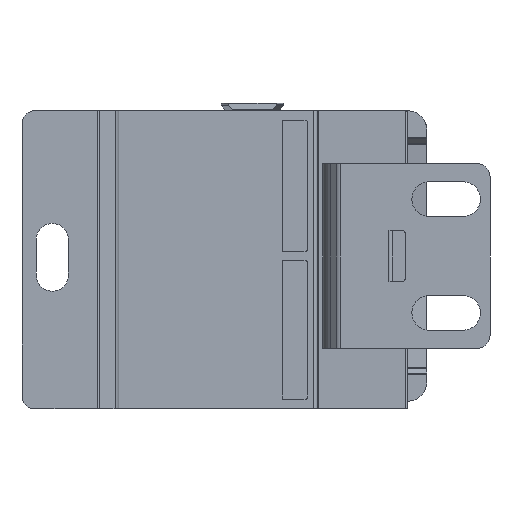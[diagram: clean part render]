
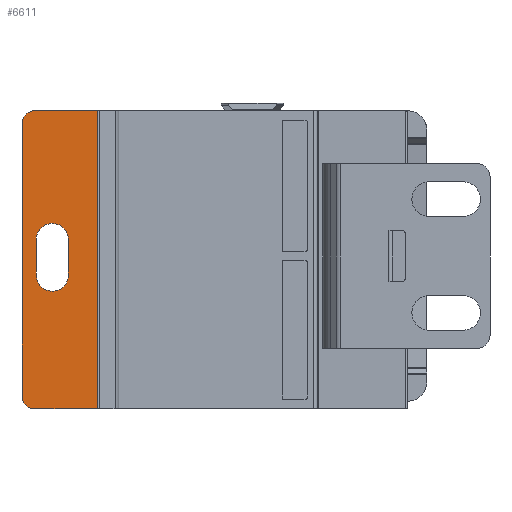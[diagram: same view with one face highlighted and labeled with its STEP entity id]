
A CAD part, front view. The second image highlights one B-rep face of the part: STEP entity #6611.
In plain terms, the highlighted planar face has unit normal (0, -1, 0).
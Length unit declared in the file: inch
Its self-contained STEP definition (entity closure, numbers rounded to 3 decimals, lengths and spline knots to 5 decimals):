
#30 = DIRECTION ( 'NONE',  ( 0., -1., 0. ) ) ;
#117 = AXIS2_PLACEMENT_3D ( 'NONE', #13307, #5717, #503 ) ;
#126 = DIRECTION ( 'NONE',  ( 0., 0., -1. ) ) ;
#236 = CARTESIAN_POINT ( 'NONE',  ( -1.32677, -0.23622, -0.24979 ) ) ;
#503 = DIRECTION ( 'NONE',  ( 0., 0., 1. ) ) ;
#539 = VERTEX_POINT ( 'NONE', #6093 ) ;
#892 = EDGE_CURVE ( 'NONE', #14512, #6106, #14560, .T. ) ;
#1506 = DIRECTION ( 'NONE',  ( 0., 0., 1. ) ) ;
#1532 = DIRECTION ( 'NONE',  ( 0., 0., -1. ) ) ;
#1556 = CIRCLE ( 'NONE', #10156, 0.07874 ) ;
#1794 = CARTESIAN_POINT ( 'NONE',  ( -0.94685, -0.23622, 1.49037 ) ) ;
#2264 = CARTESIAN_POINT ( 'NONE',  ( -1.3189, -0.23622, 0.70494 ) ) ;
#2756 = DIRECTION ( 'NONE',  ( 0., 0., 1. ) ) ;
#2811 = LINE ( 'NONE', #7848, #10734 ) ;
#3164 = ORIENTED_EDGE ( 'NONE', *, *, #12443, .T. ) ;
#3544 = FACE_BOUND ( 'NONE', #7455, .T. ) ;
#3561 = CARTESIAN_POINT ( 'NONE',  ( 0., -0.23622, 1.49037 ) ) ;
#3625 = VECTOR ( 'NONE', #8855, 39.37008 ) ;
#3741 = EDGE_CURVE ( 'NONE', #8933, #11348, #16462, .T. ) ;
#3854 = ORIENTED_EDGE ( 'NONE', *, *, #892, .T. ) ;
#4148 = CARTESIAN_POINT ( 'NONE',  ( -1.22047, -0.23622, 0.4884 ) ) ;
#4544 = DIRECTION ( 'NONE',  ( 0., 0., -1. ) ) ;
#4586 = VERTEX_POINT ( 'NONE', #6226 ) ;
#4985 = EDGE_CURVE ( 'NONE', #13817, #15606, #16805, .T. ) ;
#5664 = AXIS2_PLACEMENT_3D ( 'NONE', #9599, #7141, #1506 ) ;
#5683 = ORIENTED_EDGE ( 'NONE', *, *, #13694, .F. ) ;
#5717 = DIRECTION ( 'NONE',  ( 0., 1., 0. ) ) ;
#5771 = LINE ( 'NONE', #9875, #8430 ) ;
#5957 = CARTESIAN_POINT ( 'NONE',  ( -1.32677, -0.23622, 1.49037 ) ) ;
#6093 = CARTESIAN_POINT ( 'NONE',  ( -1.32677, -0.23622, -0.32853 ) ) ;
#6106 = VERTEX_POINT ( 'NONE', #15005 ) ;
#6226 = CARTESIAN_POINT ( 'NONE',  ( -1.12205, -0.23622, 0.4884 ) ) ;
#6400 = DIRECTION ( 'NONE',  ( 0., 1., 0. ) ) ;
#6603 = ORIENTED_EDGE ( 'NONE', *, *, #9374, .T. ) ;
#6611 = ADVANCED_FACE ( 'NONE', ( #3544, #12700 ), #15388, .T. ) ;
#6911 = DIRECTION ( 'NONE',  ( 0., 0., 1. ) ) ;
#7125 = EDGE_CURVE ( 'NONE', #539, #13279, #2811, .T. ) ;
#7141 = DIRECTION ( 'NONE',  ( 0., 1., 0. ) ) ;
#7455 = EDGE_LOOP ( 'NONE', ( #11609, #12716, #6603, #3854, #14831 ) ) ;
#7583 = AXIS2_PLACEMENT_3D ( 'NONE', #7749, #30, #126 ) ;
#7749 = CARTESIAN_POINT ( 'NONE',  ( -1.32677, -0.23622, 1.41163 ) ) ;
#7848 = CARTESIAN_POINT ( 'NONE',  ( -1.40551, -0.23622, -0.32853 ) ) ;
#8033 = CARTESIAN_POINT ( 'NONE',  ( -1.22047, -0.23622, 0.80336 ) ) ;
#8186 = VECTOR ( 'NONE', #4544, 39.37008 ) ;
#8297 = DIRECTION ( 'NONE',  ( 0., 0., 1. ) ) ;
#8430 = VECTOR ( 'NONE', #8297, 39.37008 ) ;
#8713 = CIRCLE ( 'NONE', #5664, 0.09843 ) ;
#8855 = DIRECTION ( 'NONE',  ( 1., 0., 0. ) ) ;
#8860 = CARTESIAN_POINT ( 'NONE',  ( -1.3189, -0.23622, 1.49037 ) ) ;
#8933 = VERTEX_POINT ( 'NONE', #11792 ) ;
#8969 = CIRCLE ( 'NONE', #7583, 0.07874 ) ;
#8990 = EDGE_CURVE ( 'NONE', #13279, #16625, #5771, .T. ) ;
#9280 = CIRCLE ( 'NONE', #10682, 0.09843 ) ;
#9297 = VECTOR ( 'NONE', #10453, 39.37008 ) ;
#9374 = EDGE_CURVE ( 'NONE', #15606, #14512, #8713, .T. ) ;
#9452 = CARTESIAN_POINT ( 'NONE',  ( -0.94685, -0.23622, -0.32853 ) ) ;
#9599 = CARTESIAN_POINT ( 'NONE',  ( -1.22047, -0.23622, 0.70494 ) ) ;
#9762 = CARTESIAN_POINT ( 'NONE',  ( -1.40551, -0.23622, 1.49037 ) ) ;
#9875 = CARTESIAN_POINT ( 'NONE',  ( -0.94685, -0.23622, 1.49037 ) ) ;
#10008 = ORIENTED_EDGE ( 'NONE', *, *, #7125, .T. ) ;
#10156 = AXIS2_PLACEMENT_3D ( 'NONE', #236, #12405, #6911 ) ;
#10385 = EDGE_CURVE ( 'NONE', #13357, #8933, #8969, .T. ) ;
#10453 = DIRECTION ( 'NONE',  ( 0., 0., 1. ) ) ;
#10682 = AXIS2_PLACEMENT_3D ( 'NONE', #4148, #6400, #2756 ) ;
#10734 = VECTOR ( 'NONE', #14750, 39.37008 ) ;
#10886 = EDGE_CURVE ( 'NONE', #4586, #13817, #9280, .T. ) ;
#11348 = VERTEX_POINT ( 'NONE', #14940 ) ;
#11373 = EDGE_CURVE ( 'NONE', #6106, #4586, #12150, .T. ) ;
#11478 = LINE ( 'NONE', #3561, #3625 ) ;
#11573 = ORIENTED_EDGE ( 'NONE', *, *, #3741, .T. ) ;
#11609 = ORIENTED_EDGE ( 'NONE', *, *, #10886, .T. ) ;
#11792 = CARTESIAN_POINT ( 'NONE',  ( -1.40551, -0.23622, 1.41163 ) ) ;
#12150 = LINE ( 'NONE', #16138, #12358 ) ;
#12358 = VECTOR ( 'NONE', #1532, 39.37008 ) ;
#12405 = DIRECTION ( 'NONE',  ( 0., -1., 0. ) ) ;
#12443 = EDGE_CURVE ( 'NONE', #11348, #539, #1556, .T. ) ;
#12700 = FACE_OUTER_BOUND ( 'NONE', #15984, .T. ) ;
#12716 = ORIENTED_EDGE ( 'NONE', *, *, #4985, .T. ) ;
#12764 = ORIENTED_EDGE ( 'NONE', *, *, #8990, .T. ) ;
#12956 = DIRECTION ( 'NONE',  ( 0., 0., -1. ) ) ;
#13054 = CARTESIAN_POINT ( 'NONE',  ( -1.3189, -0.23622, 0.4884 ) ) ;
#13279 = VERTEX_POINT ( 'NONE', #9452 ) ;
#13307 = CARTESIAN_POINT ( 'NONE',  ( -1.22047, -0.23622, 0.70494 ) ) ;
#13357 = VERTEX_POINT ( 'NONE', #5957 ) ;
#13694 = EDGE_CURVE ( 'NONE', #13357, #16625, #11478, .T. ) ;
#13817 = VERTEX_POINT ( 'NONE', #13054 ) ;
#14124 = ORIENTED_EDGE ( 'NONE', *, *, #10385, .T. ) ;
#14512 = VERTEX_POINT ( 'NONE', #8033 ) ;
#14560 = CIRCLE ( 'NONE', #117, 0.09843 ) ;
#14750 = DIRECTION ( 'NONE',  ( 1., 0., 0. ) ) ;
#14831 = ORIENTED_EDGE ( 'NONE', *, *, #11373, .T. ) ;
#14940 = CARTESIAN_POINT ( 'NONE',  ( -1.40551, -0.23622, -0.24979 ) ) ;
#15005 = CARTESIAN_POINT ( 'NONE',  ( -1.12205, -0.23622, 0.70494 ) ) ;
#15174 = AXIS2_PLACEMENT_3D ( 'NONE', #16862, #16682, #12956 ) ;
#15388 = PLANE ( 'NONE',  #15174 ) ;
#15606 = VERTEX_POINT ( 'NONE', #2264 ) ;
#15984 = EDGE_LOOP ( 'NONE', ( #5683, #14124, #11573, #3164, #10008, #12764 ) ) ;
#16138 = CARTESIAN_POINT ( 'NONE',  ( -1.12205, -0.23622, 1.49037 ) ) ;
#16462 = LINE ( 'NONE', #9762, #8186 ) ;
#16625 = VERTEX_POINT ( 'NONE', #1794 ) ;
#16682 = DIRECTION ( 'NONE',  ( 0., -1., 0. ) ) ;
#16805 = LINE ( 'NONE', #8860, #9297 ) ;
#16862 = CARTESIAN_POINT ( 'NONE',  ( -1.40551, -0.23622, 1.49037 ) ) ;
